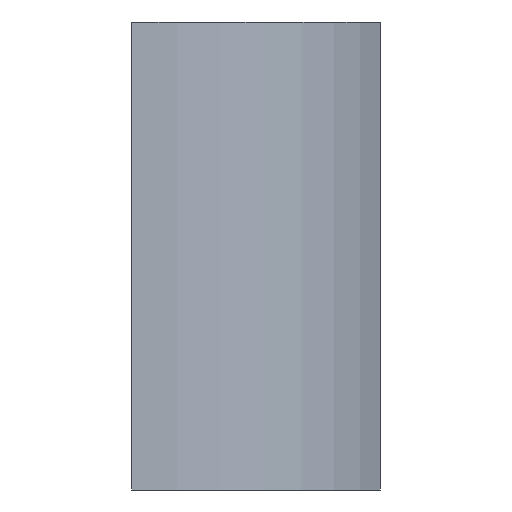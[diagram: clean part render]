
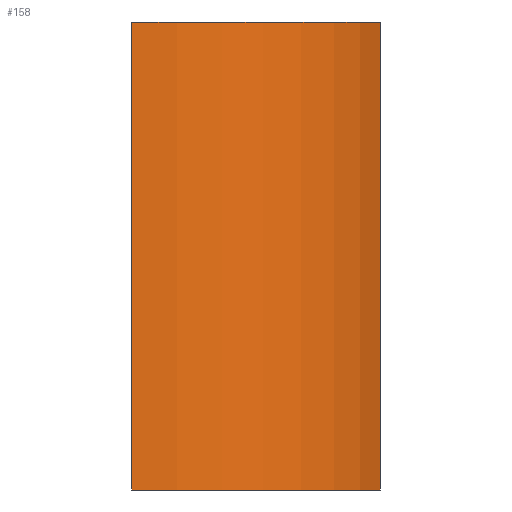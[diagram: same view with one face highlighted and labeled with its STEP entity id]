
A CAD part, left-side view. The second image highlights one B-rep face of the part: STEP entity #158.
In plain terms, the highlighted cylindrical face has radius 15.05 mm (diameter 30.1 mm), a partial arc.
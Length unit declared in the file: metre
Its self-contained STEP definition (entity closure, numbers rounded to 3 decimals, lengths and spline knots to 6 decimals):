
#18=CIRCLE('',#188,0.01505);
#19=CIRCLE('',#189,0.01505);
#23=CYLINDRICAL_SURFACE('',#187,0.01505);
#38=ORIENTED_EDGE('',*,*,#73,.F.);
#39=ORIENTED_EDGE('',*,*,#74,.F.);
#40=ORIENTED_EDGE('',*,*,#75,.F.);
#41=ORIENTED_EDGE('',*,*,#76,.T.);
#73=EDGE_CURVE('',#91,#92,#18,.T.);
#74=EDGE_CURVE('',#93,#91,#100,.T.);
#75=EDGE_CURVE('',#94,#93,#19,.F.);
#76=EDGE_CURVE('',#94,#92,#101,.T.);
#91=VERTEX_POINT('',#272);
#92=VERTEX_POINT('',#273);
#93=VERTEX_POINT('',#275);
#94=VERTEX_POINT('',#277);
#100=LINE('',#274,#111);
#101=LINE('',#278,#112);
#111=VECTOR('',#227,1.);
#112=VECTOR('',#230,1.);
#125=EDGE_LOOP('',(#38,#39,#40,#41));
#140=FACE_BOUND('',#125,.T.);
#158=ADVANCED_FACE('',(#140),#23,.T.);
#187=AXIS2_PLACEMENT_3D('',#270,#223,#224);
#188=AXIS2_PLACEMENT_3D('',#271,#225,#226);
#189=AXIS2_PLACEMENT_3D('',#276,#228,#229);
#223=DIRECTION('',(0.,0.,1.));
#224=DIRECTION('',(1.,0.,0.));
#225=DIRECTION('',(0.,0.,1.));
#226=DIRECTION('',(1.,0.,0.));
#227=DIRECTION('',(0.,0.,1.));
#228=DIRECTION('',(0.,0.,1.));
#229=DIRECTION('',(1.,0.,0.));
#230=DIRECTION('',(0.,0.,1.));
#270=CARTESIAN_POINT('',(-0.1008,-0.0523,-0.054));
#271=CARTESIAN_POINT('',(-0.1008,-0.0523,-0.0002));
#272=CARTESIAN_POINT('',(-0.115846,-0.052625,-0.0002));
#273=CARTESIAN_POINT('',(-0.106194,-0.06635,-0.0002));
#274=CARTESIAN_POINT('',(-0.115846,-0.052625,-0.054));
#275=CARTESIAN_POINT('',(-0.115846,-0.052625,-0.026));
#276=CARTESIAN_POINT('',(-0.1008,-0.0523,-0.026));
#277=CARTESIAN_POINT('',(-0.106194,-0.06635,-0.026));
#278=CARTESIAN_POINT('',(-0.106194,-0.06635,-0.05385));
